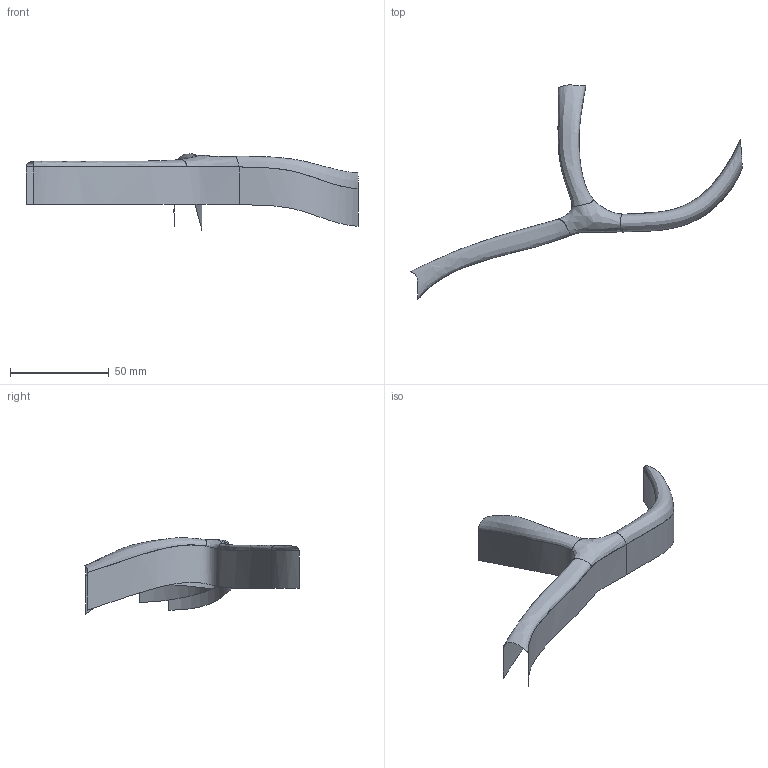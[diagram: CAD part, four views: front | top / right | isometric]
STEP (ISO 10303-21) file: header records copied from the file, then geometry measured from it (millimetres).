
FILE_DESCRIPTION (( 'STEP AP214' ), '1' );
FILE_NAME ('Multiblend3Srf.STEP', '2018-11-26T11:36:21', ( '' ), ( '' ), 'SwSTEP 2.0', 'SolidWorks 2017', '' );
FILE_SCHEMA (( 'AUTOMOTIVE_DESIGN' ));
Length unit declared in the file: millimetre
Products named in the file (2): Multiblend3Srf
Bounding box: 168 x 108.48 x 38.61 mm (x, y, z)
Surface area: 13121.3 mm2 (no closed solid volume)
Topology: 0 solids, 9 shells, 9 faces, 38 edges, 38 vertices
Faces by surface type: bspline 9
Entity records: 1942 total; most frequent: CARTESIAN_POINT 1682, ORIENTED_EDGE 38, EDGE_CURVE 38, VERTEX_POINT 38, B_SPLINE_CURVE_WITH_KNOTS 28, DIRECTION 14, LINE 10, VECTOR 10
